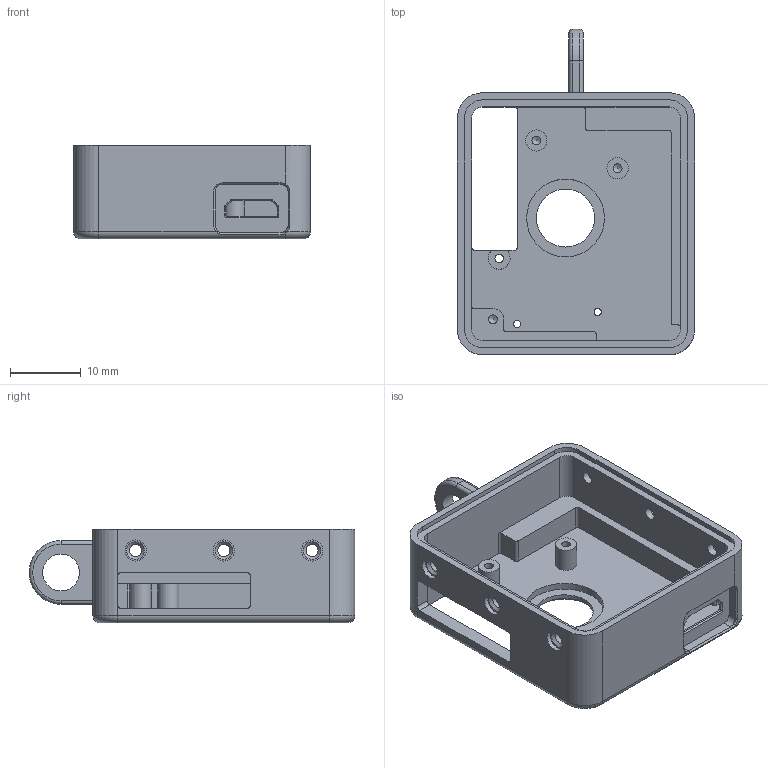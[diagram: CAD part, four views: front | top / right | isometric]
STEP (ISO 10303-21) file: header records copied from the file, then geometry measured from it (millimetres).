
FILE_DESCRIPTION(/* description */ ('STEP AP242','CAx-IF Rec.Pracs.---Representation and Presentation of Product Manufacturing Information (PMI)---4.0---2014-10-13','CAx-IF Rec.Pracs.---3D Tessellated Geometry---0.4---2014-09-14','2;1'),/* implementation_level */ '2;1');
FILE_NAME(/* name */ '67889155416df23879288015',/* time_stamp */ '2025-01-16T04:55:50Z',/* author */ (''),/* organization */ (''),/* preprocessor_version */ 'ST-DEVELOPER v20',/* originating_system */ 'ONSHAPE BY PTC INC, 1.192',/* authorisation */ ' ');
FILE_SCHEMA (('AP242_MANAGED_MODEL_BASED_3D_ENGINEERING_MIM_LF { 1 0 10303 442 1 1 4 }'));
Length unit declared in the file: metre
Products named in the file (1): Case
Bounding box: 33.5 x 46 x 13.2 mm (x, y, z)
Volume: 5008.9 mm3; surface area: 5574.7 mm2
Topology: 1 solids, 1 shells, 175 faces, 450 edges, 286 vertices
Faces by surface type: cylinder 74, plane 70, cone 21, torus 6, bspline 4
Full cylindrical faces by diameter (mm): 1 x2, 1.2 x1, 1.25 x3, 1.7 x6, 3 x8, 5.2 x1, 8.2 x1, 11 x1
Entity records: 5159 total; most frequent: CARTESIAN_POINT 942, DIRECTION 900, ORIENTED_EDGE 804, EDGE_CURVE 402, AXIS2_PLACEMENT_3D 343, VERTEX_POINT 276, FACE_BOUND 250, EDGE_LOOP 247
